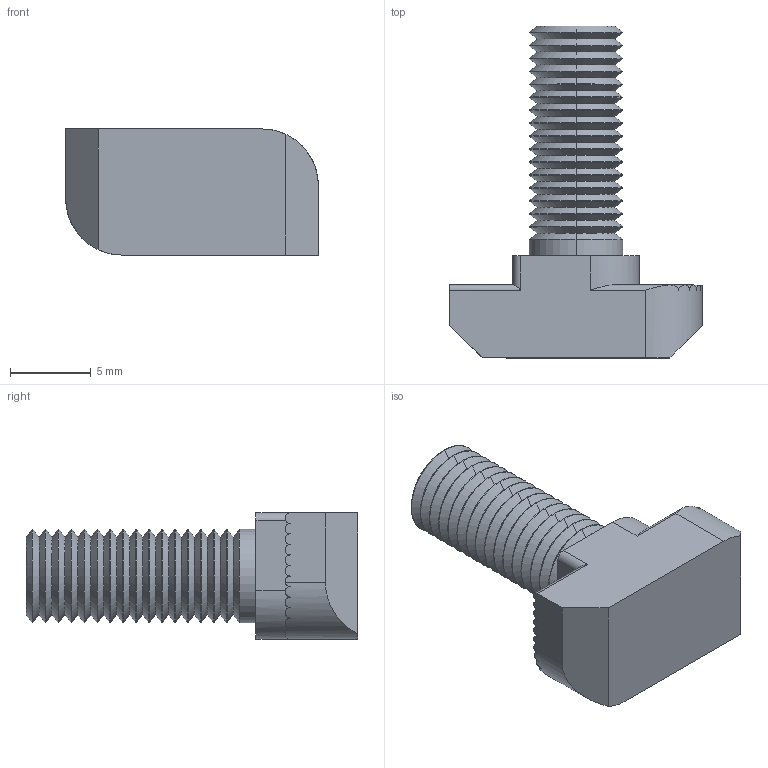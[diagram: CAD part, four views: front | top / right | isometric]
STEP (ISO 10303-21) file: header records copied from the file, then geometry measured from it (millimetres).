
FILE_DESCRIPTION (( 'STEP AP203' ), '1' );
FILE_NAME ('CE-TB6X16-8(2017).STEP', '2019-02-20T12:09:01', ( '微软用户' ), ( '微软中国' ), 'SwSTEP 2.0', 'SolidWorks 2014', '' );
FILE_SCHEMA (( 'CONFIG_CONTROL_DESIGN' ));
Length unit declared in the file: millimetre
Products named in the file (1): CE-TB6X16-8(2017)
Bounding box: 15.6 x 20.5 x 7.8 mm (x, y, z)
Volume: 917.5 mm3; surface area: 857.1 mm2
Topology: 1 solids, 1 shells, 146 faces, 328 edges, 186 vertices
Faces by surface type: cone 66, cylinder 64, plane 16
Entity records: 4243 total; most frequent: CARTESIAN_POINT 895, DIRECTION 734, ORIENTED_EDGE 656, EDGE_CURVE 328, AXIS2_PLACEMENT_3D 285, VERTEX_POINT 186, LINE 164, VECTOR 164
